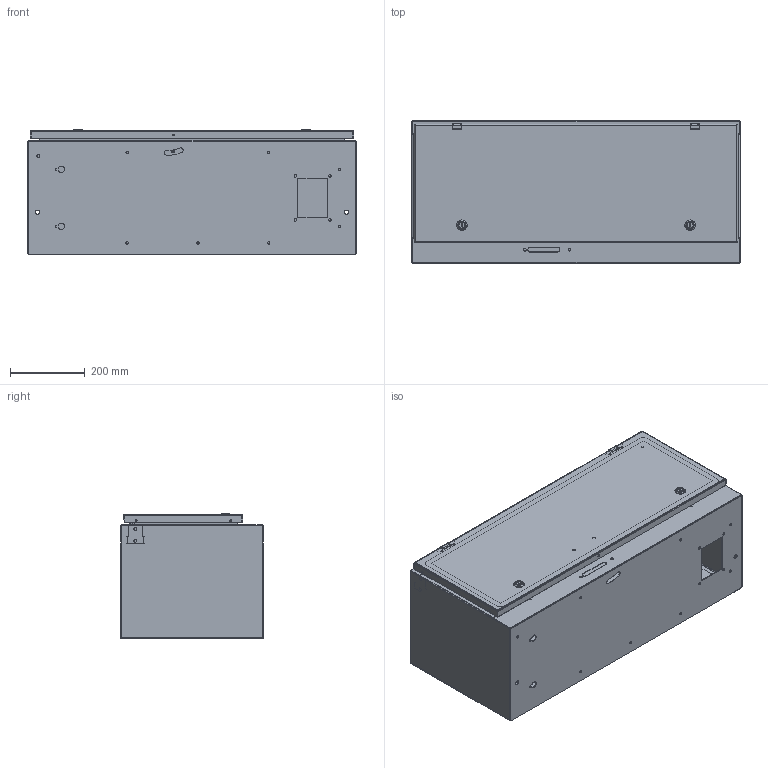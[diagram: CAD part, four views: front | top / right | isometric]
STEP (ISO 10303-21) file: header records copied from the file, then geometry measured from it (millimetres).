
FILE_DESCRIPTION (( 'STEP AP203' ), '1' );
FILE_NAME ('SCE-EXD12.step', '2021-02-09T22:16:17', ( 'ADC123' ), ( 'Microsoft' ), 'SwSTEP 2.0', 'SolidWorks 2019', '' );
FILE_SCHEMA (( 'CONFIG_CONTROL_DESIGN' ));
Products named in the file (1): SCE-EXD12
Bounding box: 876.3 x 381 x 336.05 mm (x, y, z)
Surface area: 3836768.7 mm2 (no closed solid volume)
Topology: 0 solids, 53 shells, 2431 faces, 6207 edges, 3918 vertices
Faces by surface type: plane 1174, cylinder 757, bspline 420, cone 58, torus 22
Full cylindrical faces by diameter (mm): 1.016 x2, 3.454 x2, 3.962 x2, 3.978 x2, 4.318 x6, 4.369 x4, 4.763 x1, 4.775 x4, 4.978 x8, 5 x2, 5.182 x4, 5.207 x4, 5.232 x4, 5.5 x2, 5.537 x2, 6.096 x4, 6.198 x4, 6.299 x6, 6.35 x4, 6.756 x15, 7.112 x4, 7.137 x2, 7.518 x3, 7.62 x1, 8.433 x6, 9.296 x6, 9.322 x6, 9.525 x5, 9.9 x2, 10 x2
Entity records: 97143 total; most frequent: CARTESIAN_POINT 43150, ORIENTED_EDGE 11482, DIRECTION 10180, EDGE_CURVE 5752, VERTEX_POINT 3780, AXIS2_PLACEMENT_3D 3502, VECTOR 3176, LINE 3176
